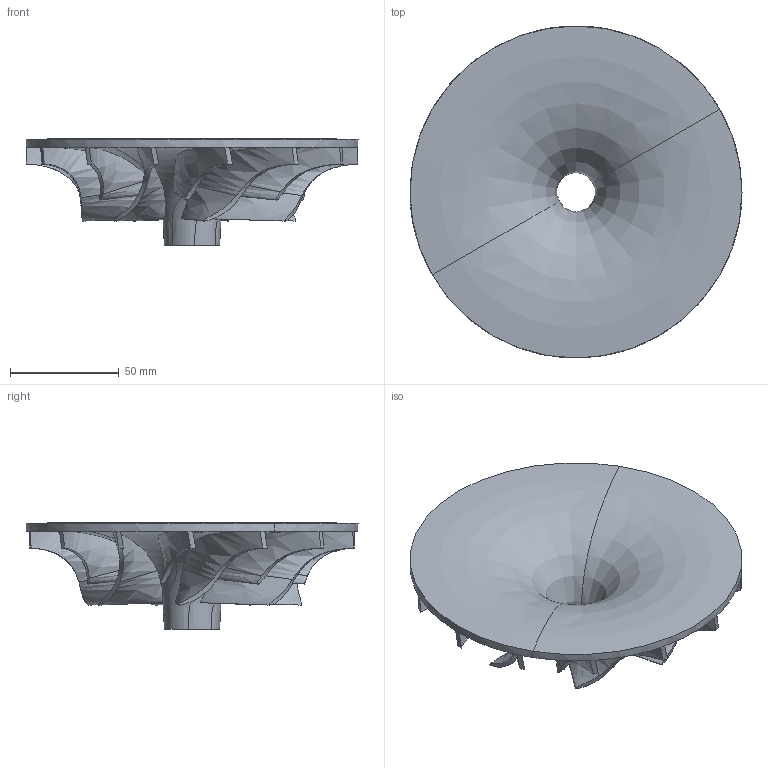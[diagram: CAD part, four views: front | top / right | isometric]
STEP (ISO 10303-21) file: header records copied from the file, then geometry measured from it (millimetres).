
FILE_DESCRIPTION(('Open CASCADE Model'),'2;1');
FILE_NAME('Open CASCADE Shape Model','2025-03-01T14:41:58',('Author'),( 'Open CASCADE'),'Open CASCADE STEP processor 7.6','Open CASCADE 7.6' ,'Unknown');
FILE_SCHEMA(('AUTOMOTIVE_DESIGN { 1 0 10303 214 1 1 1 1 }'));
Products named in the file (1): [Impeller_1] Material domain
Bounding box: 152.45 x 152.45 x 48.89 mm (x, y, z)
Volume: 120649.7 mm3; surface area: 75651.5 mm2
Topology: 1 solids, 1 shells, 83 faces, 217 edges, 134 vertices
Faces by surface type: bspline 42, revolution 27, cone 14
Entity records: 35590 total; most frequent: CARTESIAN_POINT 33924, ORIENTED_EDGE 434, EDGE_CURVE 217, DIRECTION 185, B_SPLINE_CURVE_WITH_KNOTS 180, VERTEX_POINT 134, ADVANCED_FACE 83, FACE_BOUND 83
